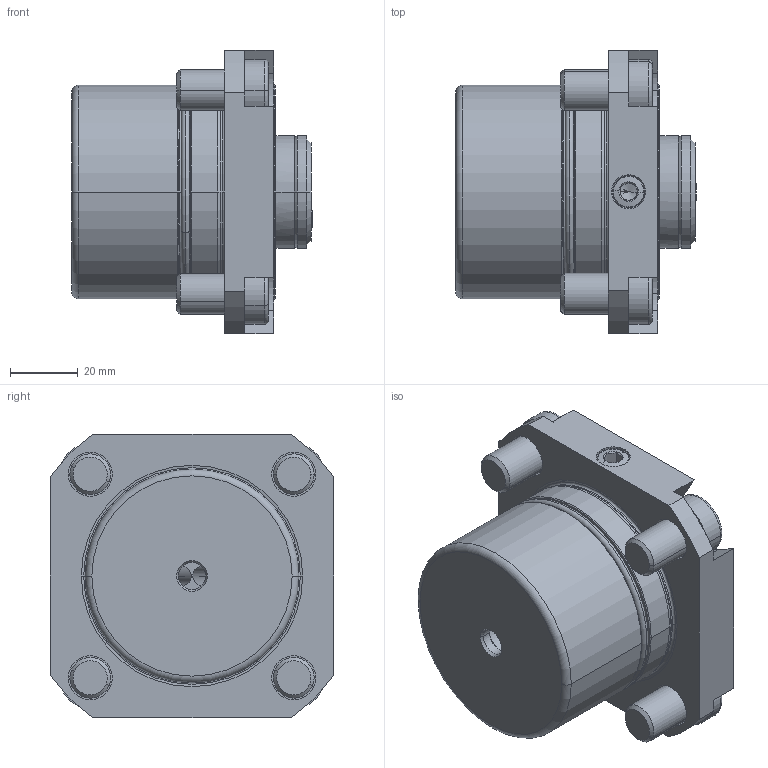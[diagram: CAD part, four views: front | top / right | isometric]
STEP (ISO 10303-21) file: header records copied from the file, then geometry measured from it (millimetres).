
FILE_DESCRIPTION (( 'STEP AP214' ), '1' );
FILE_NAME ('U63.HA6.002.015.STEP', '2025-01-29T12:59:05', ( '' ), ( '' ), 'SwSTEP 2.0', 'SolidWorks 2022', '' );
FILE_SCHEMA (( 'AUTOMOTIVE_DESIGN' ));
Length unit declared in the file: millimetre
Products named in the file (13): U63.HA6.002.015; DIN 7984 - M12 x 20_DIN 7984 - M12 x 20 --- 20N; ISO 13337 - 5 x 14_ISO13337 5x16; Stift6; Grundkörper1; Backe6; Spindel6; HA6-ER1.001.000; Dichtung6; DIN 3771 - 58x2.5; U63-HA6.002.015_B; DIN 3771 - 17x2; HA6-ER2.001.007
Assembly tree (17 placements, depth 3):
  U63.HA6.002.015
    U63-HA6.002.015_B
    ISO 13337 - 5 x 14_ISO13337 5x16
    DIN 3771 - 58x2.5
    HA6-ER1.001.000
      Grundkörper1
      Dichtung6
      Backe6  x2
      Spindel6
      Stift6
      DIN 3771 - 17x2
    DIN 7984 - M12 x 20_DIN 7984 - M12 x 20 --- 20N  x4
    HA6-ER2.001.007  x2
Bounding box: 70.95 x 83.5 x 83.5 mm (x, y, z)
Volume: 207611.5 mm3; surface area: 64825.9 mm2
Topology: 16 solids, 16 shells, 494 faces, 1150 edges, 695 vertices
Faces by surface type: plane 196, cylinder 151, cone 93, torus 54
Entity records: 11808 total; most frequent: CARTESIAN_POINT 2215, DIRECTION 2056, ORIENTED_EDGE 1764, EDGE_CURVE 882, AXIS2_PLACEMENT_3D 824, VERTEX_POINT 547, CIRCLE 428, EDGE_LOOP 425
